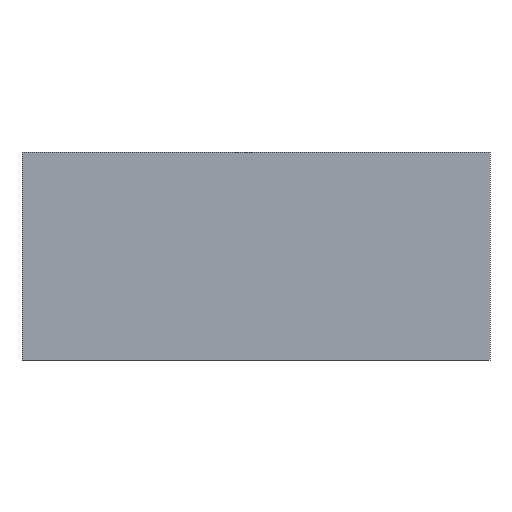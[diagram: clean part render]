
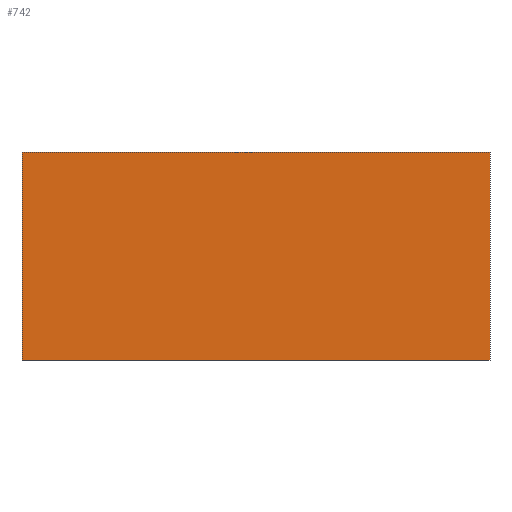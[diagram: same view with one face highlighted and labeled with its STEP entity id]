
A CAD part, front view. The second image highlights one B-rep face of the part: STEP entity #742.
In plain terms, the highlighted planar face has unit normal (0, -1, 0).
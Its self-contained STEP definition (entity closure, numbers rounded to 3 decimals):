
#52=FACE_OUTER_BOUND('',#90,.T.);
#90=EDGE_LOOP('',(#665,#666,#667,#668));
#165=LINE('',#1126,#267);
#178=LINE('',#1152,#280);
#191=LINE('',#1175,#293);
#192=LINE('',#1177,#294);
#267=VECTOR('',#918,10.);
#280=VECTOR('',#939,10.);
#293=VECTOR('',#964,10.);
#294=VECTOR('',#967,10.);
#347=VERTEX_POINT('',#1120);
#349=VERTEX_POINT('',#1124);
#358=VERTEX_POINT('',#1151);
#362=VERTEX_POINT('',#1173);
#437=EDGE_CURVE('',#347,#349,#165,.T.);
#450=EDGE_CURVE('',#358,#347,#178,.T.);
#463=EDGE_CURVE('',#362,#349,#191,.T.);
#464=EDGE_CURVE('',#362,#358,#192,.T.);
#665=ORIENTED_EDGE('',*,*,#437,.T.);
#666=ORIENTED_EDGE('',*,*,#463,.F.);
#667=ORIENTED_EDGE('',*,*,#464,.T.);
#668=ORIENTED_EDGE('',*,*,#450,.T.);
#705=PLANE('',#793);
#742=ADVANCED_FACE('',(#52),#705,.T.);
#793=AXIS2_PLACEMENT_3D('',#1179,#970,#971);
#918=DIRECTION('',(-1.,0.,0.));
#939=DIRECTION('',(0.,0.,1.));
#964=DIRECTION('',(0.,0.,1.));
#967=DIRECTION('',(1.,0.,0.));
#970=DIRECTION('center_axis',(0.,-1.,0.));
#971=DIRECTION('ref_axis',(1.,0.,0.));
#1120=CARTESIAN_POINT('',(45.,-75.,40.));
#1124=CARTESIAN_POINT('',(-45.,-75.,40.));
#1126=CARTESIAN_POINT('',(-22.5,-75.,40.));
#1151=CARTESIAN_POINT('',(45.,-75.,0.));
#1152=CARTESIAN_POINT('',(45.,-75.,0.));
#1173=CARTESIAN_POINT('',(-45.,-75.,0.));
#1175=CARTESIAN_POINT('',(-45.,-75.,0.));
#1177=CARTESIAN_POINT('',(-45.,-75.,0.));
#1179=CARTESIAN_POINT('Origin',(-45.,-75.,0.));
